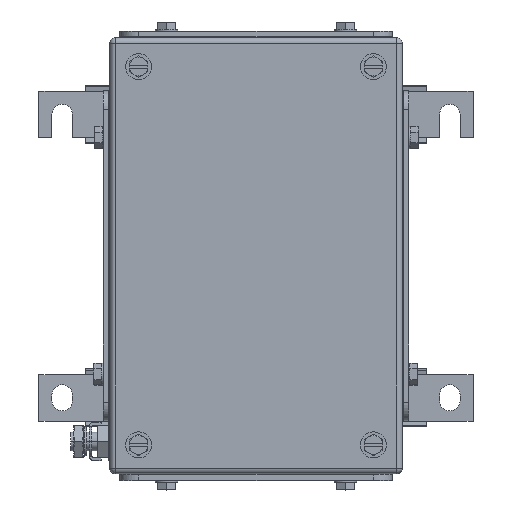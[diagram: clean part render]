
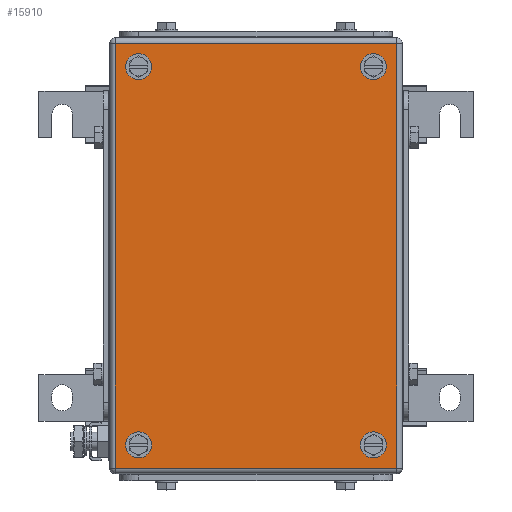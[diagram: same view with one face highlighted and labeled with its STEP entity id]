
A CAD part, top view. The second image highlights one B-rep face of the part: STEP entity #15910.
In plain terms, the highlighted planar face has unit normal (0, 0, 1).
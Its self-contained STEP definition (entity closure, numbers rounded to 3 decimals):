
#15784=AXIS2_PLACEMENT_3D('Circle Axis2P3D',#15782,#15783,$) ;
#15811=AXIS2_PLACEMENT_3D('Plane Axis2P3D',#15808,#15809,#15810) ;
#15849=AXIS2_PLACEMENT_3D('Circle Axis2P3D',#15847,#15848,$) ;
#15858=AXIS2_PLACEMENT_3D('Circle Axis2P3D',#15856,#15857,$) ;
#15867=AXIS2_PLACEMENT_3D('Circle Axis2P3D',#15865,#15866,$) ;
#15876=AXIS2_PLACEMENT_3D('Circle Axis2P3D',#15874,#15875,$) ;
#15885=AXIS2_PLACEMENT_3D('Circle Axis2P3D',#15883,#15884,$) ;
#15894=AXIS2_PLACEMENT_3D('Circle Axis2P3D',#15892,#15893,$) ;
#15903=AXIS2_PLACEMENT_3D('Circle Axis2P3D',#15901,#15902,$) ;
#15779=CARTESIAN_POINT('Vertex',(176.5,23.5,136.5)) ;
#15782=CARTESIAN_POINT('Axis2P3D Location',(180.,23.5,136.5)) ;
#15786=CARTESIAN_POINT('Vertex',(183.5,23.5,136.5)) ;
#15808=CARTESIAN_POINT('Axis2P3D Location',(116.5,125.5,136.5)) ;
#15813=CARTESIAN_POINT('Line Origine',(116.5,11.5,136.5)) ;
#15817=CARTESIAN_POINT('Vertex',(41.,11.5,136.5)) ;
#15819=CARTESIAN_POINT('Vertex',(192.,11.5,136.5)) ;
#15822=CARTESIAN_POINT('Line Origine',(192.,125.5,136.5)) ;
#15826=CARTESIAN_POINT('Vertex',(192.,239.5,136.5)) ;
#15829=CARTESIAN_POINT('Line Origine',(116.5,239.5,136.5)) ;
#15833=CARTESIAN_POINT('Vertex',(41.,239.5,136.5)) ;
#15836=CARTESIAN_POINT('Line Origine',(41.,125.5,136.5)) ;
#15847=CARTESIAN_POINT('Axis2P3D Location',(180.,23.5,136.5)) ;
#15856=CARTESIAN_POINT('Axis2P3D Location',(180.,227.5,136.5)) ;
#15860=CARTESIAN_POINT('Vertex',(183.5,227.5,136.5)) ;
#15862=CARTESIAN_POINT('Vertex',(176.5,227.5,136.5)) ;
#15865=CARTESIAN_POINT('Axis2P3D Location',(180.,227.5,136.5)) ;
#15874=CARTESIAN_POINT('Axis2P3D Location',(53.,227.5,136.5)) ;
#15878=CARTESIAN_POINT('Vertex',(49.5,227.5,136.5)) ;
#15880=CARTESIAN_POINT('Vertex',(56.5,227.5,136.5)) ;
#15883=CARTESIAN_POINT('Axis2P3D Location',(53.,227.5,136.5)) ;
#15892=CARTESIAN_POINT('Axis2P3D Location',(53.,23.5,136.5)) ;
#15896=CARTESIAN_POINT('Vertex',(49.5,23.5,136.5)) ;
#15898=CARTESIAN_POINT('Vertex',(56.5,23.5,136.5)) ;
#15901=CARTESIAN_POINT('Axis2P3D Location',(53.,23.5,136.5)) ;
#15783=DIRECTION('Axis2P3D Direction',(0.,0.,1.)) ;
#15809=DIRECTION('Axis2P3D Direction',(0.,0.,1.)) ;
#15810=DIRECTION('Axis2P3D XDirection',(-1.,0.,0.)) ;
#15814=DIRECTION('Vector Direction',(-1.,0.,0.)) ;
#15823=DIRECTION('Vector Direction',(0.,1.,0.)) ;
#15830=DIRECTION('Vector Direction',(-1.,0.,0.)) ;
#15837=DIRECTION('Vector Direction',(0.,-1.,0.)) ;
#15848=DIRECTION('Axis2P3D Direction',(0.,0.,1.)) ;
#15857=DIRECTION('Axis2P3D Direction',(0.,0.,1.)) ;
#15866=DIRECTION('Axis2P3D Direction',(0.,0.,1.)) ;
#15875=DIRECTION('Axis2P3D Direction',(0.,0.,1.)) ;
#15884=DIRECTION('Axis2P3D Direction',(0.,0.,1.)) ;
#15893=DIRECTION('Axis2P3D Direction',(0.,0.,1.)) ;
#15902=DIRECTION('Axis2P3D Direction',(0.,0.,1.)) ;
#15815=VECTOR('Line Direction',#15814,1.) ;
#15824=VECTOR('Line Direction',#15823,1.) ;
#15831=VECTOR('Line Direction',#15830,1.) ;
#15838=VECTOR('Line Direction',#15837,1.) ;
#15842=ORIENTED_EDGE('',*,*,#15821,.T.) ;
#15843=ORIENTED_EDGE('',*,*,#15828,.T.) ;
#15844=ORIENTED_EDGE('',*,*,#15835,.T.) ;
#15845=ORIENTED_EDGE('',*,*,#15840,.T.) ;
#15853=ORIENTED_EDGE('',*,*,#15851,.F.) ;
#15854=ORIENTED_EDGE('',*,*,#15788,.F.) ;
#15871=ORIENTED_EDGE('',*,*,#15864,.F.) ;
#15872=ORIENTED_EDGE('',*,*,#15869,.F.) ;
#15889=ORIENTED_EDGE('',*,*,#15882,.F.) ;
#15890=ORIENTED_EDGE('',*,*,#15887,.F.) ;
#15907=ORIENTED_EDGE('',*,*,#15900,.F.) ;
#15908=ORIENTED_EDGE('',*,*,#15905,.F.) ;
#15855=FACE_BOUND('',#15852,.T.) ;
#15873=FACE_BOUND('',#15870,.T.) ;
#15891=FACE_BOUND('',#15888,.T.) ;
#15909=FACE_BOUND('',#15906,.T.) ;
#15910=ADVANCED_FACE('Product7_AllCATPart.1\\ZUB_KTB_FS_221513_4GP_AllCATPart.2\\ZUB_DE_KTB_FS_260x260.1\\DE_KTB_MH_PART_MASTER.1\\Koerper.2',(#15846,#15855,#15873,#15891,#15909),#15812,.T.) ;
#15785=CIRCLE('generated circle',#15784,3.5) ;
#15850=CIRCLE('generated circle',#15849,3.5) ;
#15859=CIRCLE('generated circle',#15858,3.5) ;
#15868=CIRCLE('generated circle',#15867,3.5) ;
#15877=CIRCLE('generated circle',#15876,3.5) ;
#15886=CIRCLE('generated circle',#15885,3.5) ;
#15895=CIRCLE('generated circle',#15894,3.5) ;
#15904=CIRCLE('generated circle',#15903,3.5) ;
#15788=EDGE_CURVE('',#15780,#15787,#15785,.T.) ;
#15821=EDGE_CURVE('',#15818,#15820,#15816,.F.) ;
#15828=EDGE_CURVE('',#15820,#15827,#15825,.T.) ;
#15835=EDGE_CURVE('',#15827,#15834,#15832,.T.) ;
#15840=EDGE_CURVE('',#15834,#15818,#15839,.T.) ;
#15851=EDGE_CURVE('',#15787,#15780,#15850,.T.) ;
#15864=EDGE_CURVE('',#15861,#15863,#15859,.T.) ;
#15869=EDGE_CURVE('',#15863,#15861,#15868,.T.) ;
#15882=EDGE_CURVE('',#15879,#15881,#15877,.T.) ;
#15887=EDGE_CURVE('',#15881,#15879,#15886,.T.) ;
#15900=EDGE_CURVE('',#15897,#15899,#15895,.T.) ;
#15905=EDGE_CURVE('',#15899,#15897,#15904,.T.) ;
#15841=EDGE_LOOP('',(#15842,#15843,#15844,#15845)) ;
#15852=EDGE_LOOP('',(#15853,#15854)) ;
#15870=EDGE_LOOP('',(#15871,#15872)) ;
#15888=EDGE_LOOP('',(#15889,#15890)) ;
#15906=EDGE_LOOP('',(#15907,#15908)) ;
#15846=FACE_OUTER_BOUND('',#15841,.T.) ;
#15816=LINE('Line',#15813,#15815) ;
#15825=LINE('Line',#15822,#15824) ;
#15832=LINE('Line',#15829,#15831) ;
#15839=LINE('Line',#15836,#15838) ;
#15812=PLANE('',#15811) ;
#15780=VERTEX_POINT('',#15779) ;
#15787=VERTEX_POINT('',#15786) ;
#15818=VERTEX_POINT('',#15817) ;
#15820=VERTEX_POINT('',#15819) ;
#15827=VERTEX_POINT('',#15826) ;
#15834=VERTEX_POINT('',#15833) ;
#15861=VERTEX_POINT('',#15860) ;
#15863=VERTEX_POINT('',#15862) ;
#15879=VERTEX_POINT('',#15878) ;
#15881=VERTEX_POINT('',#15880) ;
#15897=VERTEX_POINT('',#15896) ;
#15899=VERTEX_POINT('',#15898) ;
